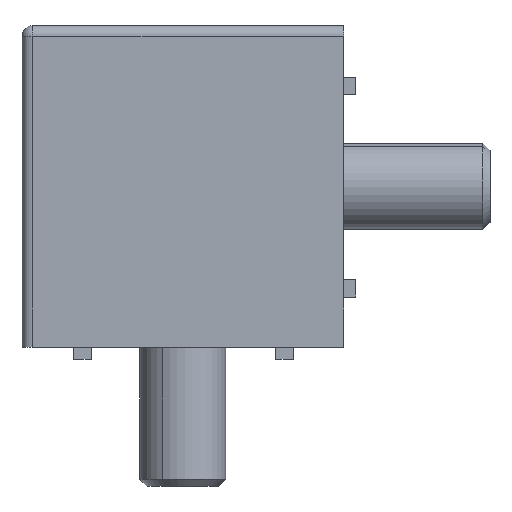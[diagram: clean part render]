
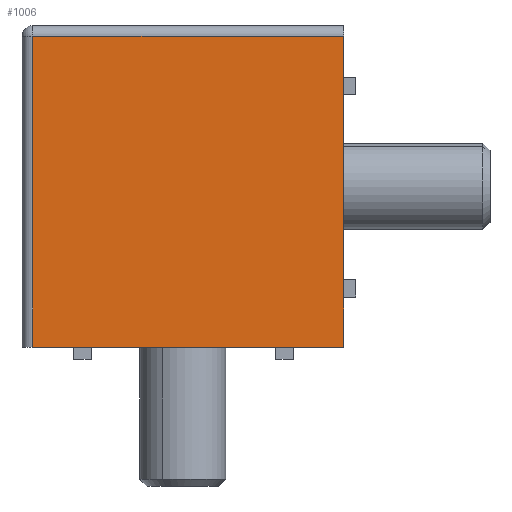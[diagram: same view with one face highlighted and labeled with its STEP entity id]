
A CAD part, left-side view. The second image highlights one B-rep face of the part: STEP entity #1006.
In plain terms, the highlighted planar face has unit normal (-1, 0, 0).
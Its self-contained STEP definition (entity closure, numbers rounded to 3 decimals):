
#114 = EDGE_CURVE ( 'NONE', #3692, #775, #4598, .T. ) ;
#170 = CARTESIAN_POINT ( 'NONE',  ( -22.5, -22.5, -22.5 ) ) ;
#488 = LINE ( 'NONE', #1806, #4213 ) ;
#497 = DIRECTION ( 'NONE',  ( 0., 0., 1. ) ) ;
#519 = ORIENTED_EDGE ( 'NONE', *, *, #3441, .T. ) ;
#745 = VERTEX_POINT ( 'NONE', #850 ) ;
#775 = VERTEX_POINT ( 'NONE', #2945 ) ;
#800 = VECTOR ( 'NONE', #2113, 1000. ) ;
#850 = CARTESIAN_POINT ( 'NONE',  ( -22.5, 21., -22.5 ) ) ;
#1006 = ADVANCED_FACE ( 'NONE', ( #3092 ), #2153, .F. ) ;
#1201 = LINE ( 'NONE', #2205, #2199 ) ;
#1543 = VECTOR ( 'NONE', #497, 1000. ) ;
#1588 = EDGE_CURVE ( 'NONE', #775, #4744, #1201, .T. ) ;
#1591 = ORIENTED_EDGE ( 'NONE', *, *, #114, .T. ) ;
#1724 = CARTESIAN_POINT ( 'NONE',  ( -22.5, -22.5, -22.5 ) ) ;
#1793 = LINE ( 'NONE', #2448, #800 ) ;
#1806 = CARTESIAN_POINT ( 'NONE',  ( -22.5, 21., -22.5 ) ) ;
#2106 = DIRECTION ( 'NONE',  ( 0., 0., -1. ) ) ;
#2113 = DIRECTION ( 'NONE',  ( 0., -1., 0. ) ) ;
#2153 = PLANE ( 'NONE',  #2178 ) ;
#2178 = AXIS2_PLACEMENT_3D ( 'NONE', #2653, #2618, #2106 ) ;
#2199 = VECTOR ( 'NONE', #4030, 1000. ) ;
#2205 = CARTESIAN_POINT ( 'NONE',  ( -22.5, 22.5, 21. ) ) ;
#2448 = CARTESIAN_POINT ( 'NONE',  ( -22.5, 22.5, -22.5 ) ) ;
#2588 = DIRECTION ( 'NONE',  ( 0., 0., -1. ) ) ;
#2618 = DIRECTION ( 'NONE',  ( 1., 0., 0. ) ) ;
#2653 = CARTESIAN_POINT ( 'NONE',  ( -22.5, 22.5, -22.5 ) ) ;
#2945 = CARTESIAN_POINT ( 'NONE',  ( -22.5, -22.5, 21. ) ) ;
#3092 = FACE_OUTER_BOUND ( 'NONE', #4751, .T. ) ;
#3322 = EDGE_CURVE ( 'NONE', #4744, #745, #488, .T. ) ;
#3441 = EDGE_CURVE ( 'NONE', #745, #3692, #1793, .T. ) ;
#3622 = CARTESIAN_POINT ( 'NONE',  ( -22.5, 21., 21. ) ) ;
#3692 = VERTEX_POINT ( 'NONE', #1724 ) ;
#4030 = DIRECTION ( 'NONE',  ( 0., 1., 0. ) ) ;
#4213 = VECTOR ( 'NONE', #2588, 1000. ) ;
#4244 = ORIENTED_EDGE ( 'NONE', *, *, #3322, .T. ) ;
#4598 = LINE ( 'NONE', #170, #1543 ) ;
#4744 = VERTEX_POINT ( 'NONE', #3622 ) ;
#4751 = EDGE_LOOP ( 'NONE', ( #1591, #4765, #4244, #519 ) ) ;
#4765 = ORIENTED_EDGE ( 'NONE', *, *, #1588, .T. ) ;
